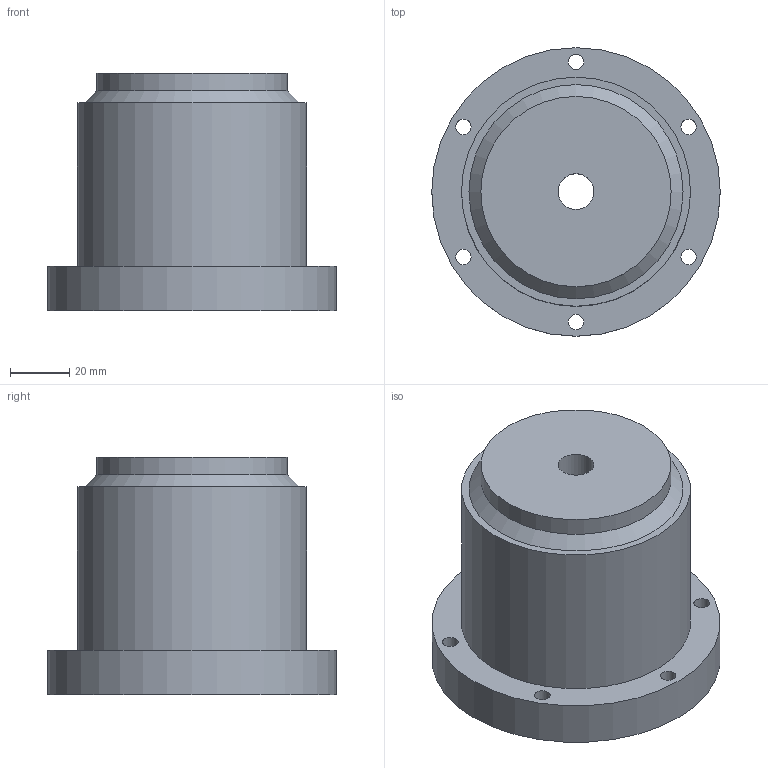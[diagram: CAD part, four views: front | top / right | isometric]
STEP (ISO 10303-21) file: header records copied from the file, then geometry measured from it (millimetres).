
FILE_DESCRIPTION(/* description */ (''),/* implementation_level */ '2;1');
FILE_NAME(/* name */ 'b58fb6c5-e1f6-4c74-aec2-e14d8e2acbd6.stp',/* time_stamp */ '2023-05-24T13:46:09Z',/* author */ (''),/* organization */ (''),/* preprocessor_version */ 'ST-DEVELOPER v19.2',/* originating_system */ 'Autodesk Translation Framework v12.6.0.85',/* authorisation */ '');
FILE_SCHEMA (('AUTOMOTIVE_DESIGN { 1 0 10303 214 3 1 1 }'));
Length unit declared in the file: millimetre
Products named in the file (1): Kameraus_alu
Bounding box: 97 x 97 x 80 mm (x, y, z)
Volume: 198954.8 mm3; surface area: 49197.3 mm2
Topology: 1 solids, 1 shells, 25 faces, 56 edges, 37 vertices
Faces by surface type: cylinder 13, plane 10, torus 1, cone 1
Full cylindrical faces by diameter (mm): 5.2 x6, 12 x1, 60 x1, 64 x1, 77 x1, 97 x1
Entity records: 822 total; most frequent: DIRECTION 142, CARTESIAN_POINT 119, ORIENTED_EDGE 112, AXIS2_PLACEMENT_3D 60, EDGE_CURVE 56, EDGE_LOOP 43, VERTEX_POINT 37, CIRCLE 34
